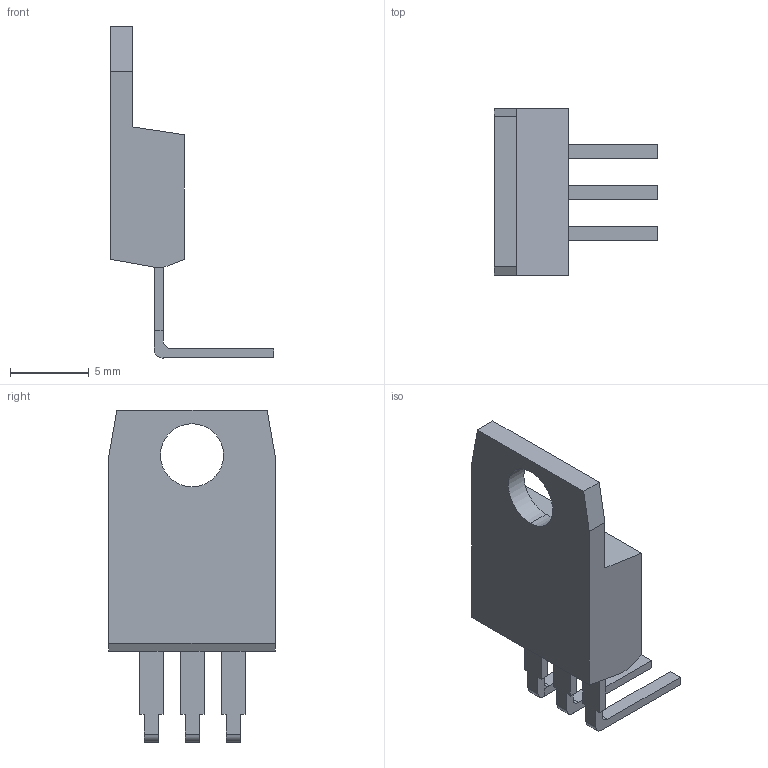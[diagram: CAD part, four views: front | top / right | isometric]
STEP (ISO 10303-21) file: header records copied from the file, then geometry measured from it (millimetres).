
FILE_DESCRIPTION (( 'STEP AP203' ), '1' );
FILE_NAME ('TO-220AB_R.STEP', '2012-09-04T10:39:57', ( 'user' ), ( '' ), 'SwSTEP 2.0', 'SolidWorks 2010', '' );
FILE_SCHEMA (( 'CONFIG_CONTROL_DESIGN' ));
Length unit declared in the file: millimetre
Products named in the file (1): TO-220AB_R
Bounding box: 10.36 x 10.54 x 21.06 mm (x, y, z)
Volume: 519.7 mm3; surface area: 619.2 mm2
Topology: 1 solids, 1 shells, 63 faces, 174 edges, 113 vertices
Faces by surface type: plane 55, cylinder 8
Entity records: 2053 total; most frequent: CARTESIAN_POINT 351, ORIENTED_EDGE 348, DIRECTION 318, EDGE_CURVE 174, LINE 158, VECTOR 158, VERTEX_POINT 113, AXIS2_PLACEMENT_3D 80
